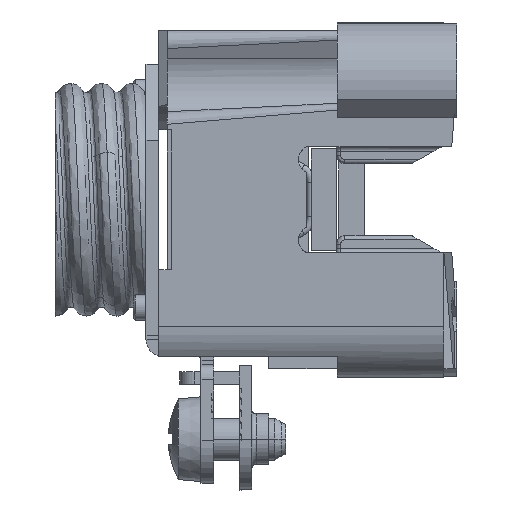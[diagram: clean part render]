
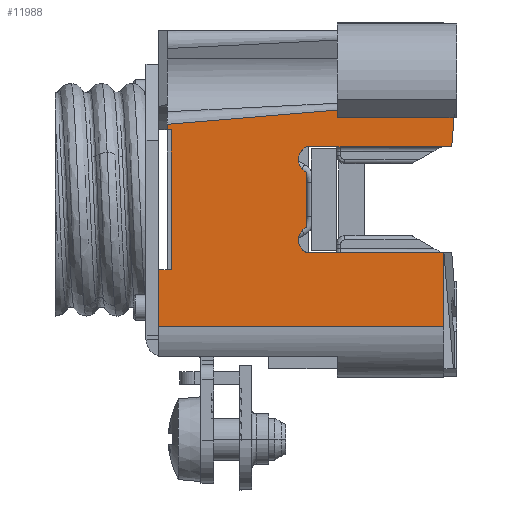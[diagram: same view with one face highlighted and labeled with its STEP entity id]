
A CAD part, left-side view. The second image highlights one B-rep face of the part: STEP entity #11988.
In plain terms, the highlighted face is planar.
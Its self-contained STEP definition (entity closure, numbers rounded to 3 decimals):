
#6380=DIRECTION('',(1.,0.,0.));
#6381=VECTOR('',#6380,6.75);
#6382=CARTESIAN_POINT('',(8.25,34.9,-18.5));
#6383=LINE('',#6382,#6381);
#6470=CARTESIAN_POINT('',(-4.75,16.775,-18.5));
#6471=DIRECTION('',(0.,0.,-1.));
#6472=DIRECTION('',(-0.923,0.385,0.));
#6473=AXIS2_PLACEMENT_3D('',#6470,#6471,#6472);
#6478=DIRECTION('',(1.,0.,0.));
#6479=VECTOR('',#6478,6.5);
#6480=CARTESIAN_POINT('',(-3.25,17.4,-18.5));
#6481=LINE('',#6480,#6479);
#6485=CARTESIAN_POINT('',(4.75,16.775,-18.5));
#6486=DIRECTION('',(0.,0.,-1.));
#6487=DIRECTION('',(-0.923,0.385,0.));
#6488=AXIS2_PLACEMENT_3D('',#6485,#6486,#6487);
#6493=DIRECTION('',(0.,-1.,0.));
#6494=VECTOR('',#6493,16.2);
#6495=CARTESIAN_POINT('',(6.25,17.4,-18.5));
#6496=LINE('',#6495,#6494);
#6500=DIRECTION('',(1.,0.,0.));
#6501=VECTOR('',#6500,8.75);
#6502=CARTESIAN_POINT('',(6.25,1.2,-18.5));
#6503=LINE('',#6502,#6501);
#6507=DIRECTION('',(0.,-1.,0.));
#6508=VECTOR('',#6507,1.5);
#6509=CARTESIAN_POINT('',(8.25,34.9,-18.5));
#6510=LINE('',#6509,#6508);
#6514=DIRECTION('',(-0.084,-0.996,0.));
#6515=VECTOR('',#6514,20.171);
#6516=CARTESIAN_POINT('',(-8.909,33.9,-18.5));
#6517=LINE('',#6516,#6515);
#6521=DIRECTION('',(1.,0.,0.));
#6522=VECTOR('',#6521,0.899);
#6523=CARTESIAN_POINT('',(-10.599,13.8,-18.5));
#6524=LINE('',#6523,#6522);
#6542=DIRECTION('',(-0.997,-0.077,0.));
#6543=VECTOR('',#6542,3.46);
#6544=CARTESIAN_POINT('',(-6.25,0.268,-18.5));
#6545=LINE('',#6544,#6543);
#7035=DIRECTION('',(0.,1.,0.));
#7036=VECTOR('',#7035,13.8);
#7037=CARTESIAN_POINT('',(-9.7,0.,-18.5));
#7038=LINE('',#7037,#7036);
#7158=DIRECTION('',(1.,0.,0.));
#7159=VECTOR('',#7158,0.659);
#7160=CARTESIAN_POINT('',(-8.909,33.9,-18.5));
#7161=LINE('',#7160,#7159);
#7474=DIRECTION('',(0.,-1.,0.));
#7475=VECTOR('',#7474,0.5);
#7476=CARTESIAN_POINT('',(-8.25,33.9,-18.5));
#7477=LINE('',#7476,#7475);
#7495=DIRECTION('',(1.,0.,0.));
#7496=VECTOR('',#7495,16.5);
#7497=CARTESIAN_POINT('',(-8.25,33.4,-18.5));
#7498=LINE('',#7497,#7496);
#7610=DIRECTION('',(0.,-1.,0.));
#7611=VECTOR('',#7610,17.132);
#7612=CARTESIAN_POINT('',(-6.25,17.4,-18.5));
#7613=LINE('',#7612,#7611);
#8050=DIRECTION('',(0.,-1.,0.));
#8051=VECTOR('',#8050,33.7);
#8052=CARTESIAN_POINT('',(15.,34.9,-18.5));
#8053=LINE('',#8052,#8051);
#10633=CARTESIAN_POINT('',(8.25,34.9,-18.5));
#10634=CARTESIAN_POINT('',(15.,34.9,-18.5));
#10635=VERTEX_POINT('',#10633);
#10636=VERTEX_POINT('',#10634);
#10697=CARTESIAN_POINT('',(15.,1.2,-18.5));
#10698=VERTEX_POINT('',#10697);
#10699=CARTESIAN_POINT('',(6.25,1.2,-18.5));
#10700=VERTEX_POINT('',#10699);
#10786=CARTESIAN_POINT('',(6.25,17.4,-18.5));
#10787=VERTEX_POINT('',#10786);
#10880=CARTESIAN_POINT('',(-6.25,0.268,-18.5));
#10881=VERTEX_POINT('',#10880);
#10906=CARTESIAN_POINT('',(-6.25,17.4,-18.5));
#10907=VERTEX_POINT('',#10906);
#10934=CARTESIAN_POINT('',(-9.7,0.,-18.5));
#10935=VERTEX_POINT('',#10934);
#10977=CARTESIAN_POINT('',(-9.7,13.8,-18.5));
#10978=VERTEX_POINT('',#10977);
#10983=CARTESIAN_POINT('',(-3.25,17.4,-18.5));
#10984=VERTEX_POINT('',#10983);
#10985=CARTESIAN_POINT('',(3.25,17.4,-18.5));
#10986=VERTEX_POINT('',#10985);
#10987=CARTESIAN_POINT('',(8.25,33.4,-18.5));
#10988=VERTEX_POINT('',#10987);
#10989=CARTESIAN_POINT('',(-8.25,33.4,-18.5));
#10990=VERTEX_POINT('',#10989);
#10991=CARTESIAN_POINT('',(-8.25,33.9,-18.5));
#10992=VERTEX_POINT('',#10991);
#10993=CARTESIAN_POINT('',(-8.909,33.9,-18.5));
#10994=VERTEX_POINT('',#10993);
#10995=CARTESIAN_POINT('',(-10.599,13.8,-18.5));
#10996=VERTEX_POINT('',#10995);
#11950=CARTESIAN_POINT('',(20.,0.,-18.5));
#11951=DIRECTION('',(0.,0.,-1.));
#11952=DIRECTION('',(-1.,0.,0.));
#11953=AXIS2_PLACEMENT_3D('',#11950,#11951,#11952);
#11954=PLANE('',#11953);
#11956=ORIENTED_EDGE('',*,*,#11955,.F.);
#11958=ORIENTED_EDGE('',*,*,#11957,.F.);
#11960=ORIENTED_EDGE('',*,*,#11959,.T.);
#11962=ORIENTED_EDGE('',*,*,#11961,.T.);
#11964=ORIENTED_EDGE('',*,*,#11963,.T.);
#11966=ORIENTED_EDGE('',*,*,#11965,.T.);
#11968=ORIENTED_EDGE('',*,*,#11967,.T.);
#11970=ORIENTED_EDGE('',*,*,#11969,.F.);
#11971=ORIENTED_EDGE('',*,*,#11913,.F.);
#11973=ORIENTED_EDGE('',*,*,#11972,.T.);
#11975=ORIENTED_EDGE('',*,*,#11974,.F.);
#11977=ORIENTED_EDGE('',*,*,#11976,.F.);
#11979=ORIENTED_EDGE('',*,*,#11978,.F.);
#11981=ORIENTED_EDGE('',*,*,#11980,.T.);
#11983=ORIENTED_EDGE('',*,*,#11982,.T.);
#11985=ORIENTED_EDGE('',*,*,#11984,.F.);
#11986=EDGE_LOOP('',(#11956,#11958,#11960,#11962,#11964,#11966,#11968,#11970,
#11971,#11973,#11975,#11977,#11979,#11981,#11983,#11985));
#11987=FACE_OUTER_BOUND('',#11986,.F.);
#6474=CIRCLE('',#6473,1.625);
#6489=CIRCLE('',#6488,1.625);
#11913=EDGE_CURVE('',#10635,#10636,#6383,.T.);
#11955=EDGE_CURVE('',#10881,#10935,#6545,.T.);
#11957=EDGE_CURVE('',#10907,#10881,#7613,.T.);
#11959=EDGE_CURVE('',#10907,#10984,#6474,.T.);
#11961=EDGE_CURVE('',#10984,#10986,#6481,.T.);
#11963=EDGE_CURVE('',#10986,#10787,#6489,.T.);
#11965=EDGE_CURVE('',#10787,#10700,#6496,.T.);
#11967=EDGE_CURVE('',#10700,#10698,#6503,.T.);
#11969=EDGE_CURVE('',#10636,#10698,#8053,.T.);
#11972=EDGE_CURVE('',#10635,#10988,#6510,.T.);
#11974=EDGE_CURVE('',#10990,#10988,#7498,.T.);
#11976=EDGE_CURVE('',#10992,#10990,#7477,.T.);
#11978=EDGE_CURVE('',#10994,#10992,#7161,.T.);
#11980=EDGE_CURVE('',#10994,#10996,#6517,.T.);
#11982=EDGE_CURVE('',#10996,#10978,#6524,.T.);
#11984=EDGE_CURVE('',#10935,#10978,#7038,.T.);
#11988=ADVANCED_FACE('',(#11987),#11954,.T.);
